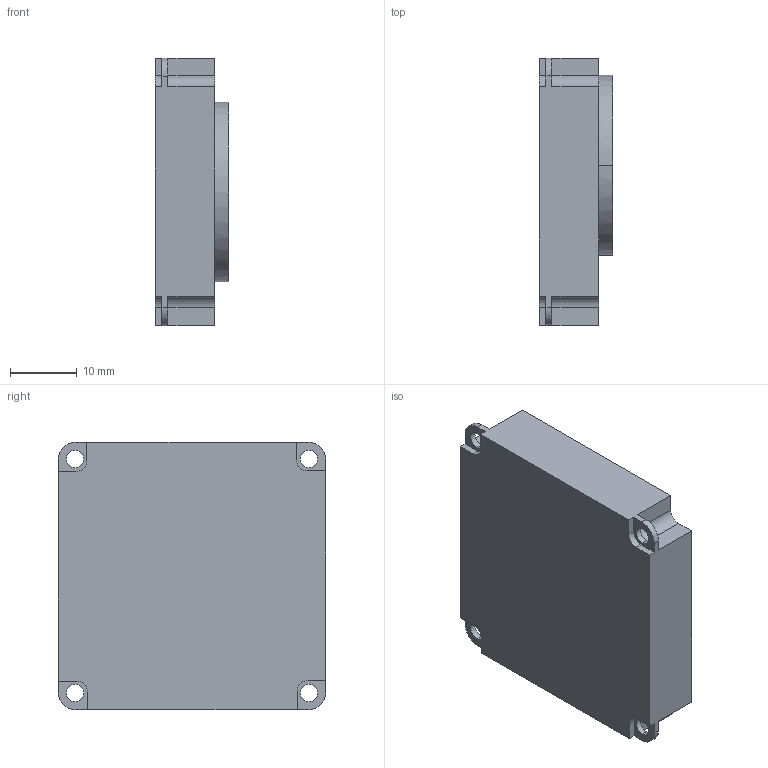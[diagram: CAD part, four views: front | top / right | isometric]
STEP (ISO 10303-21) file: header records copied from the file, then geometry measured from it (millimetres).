
FILE_DESCRIPTION (( 'STEP AP214' ), '1' );
FILE_NAME ('Cold section fan.step', '2018-06-21T12:57:43', ( 'User' ), ( 'china' ), 'SwSTEP 2.0', 'SolidWorks 2016', '' );
FILE_SCHEMA (( 'AUTOMOTIVE_DESIGN' ));
Length unit declared in the file: millimetre
Products named in the file (1): Cold section fan
Bounding box: 11 x 40 x 40 mm (x, y, z)
Volume: 9428.9 mm3; surface area: 8403.2 mm2
Topology: 1 solids, 3 shells, 140 faces, 387 edges, 247 vertices
Faces by surface type: cylinder 71, plane 69
Entity records: 4592 total; most frequent: DIRECTION 872, CARTESIAN_POINT 775, ORIENTED_EDGE 774, EDGE_CURVE 387, AXIS2_PLACEMENT_3D 344, VERTEX_POINT 247, CIRCLE 203, LINE 184
